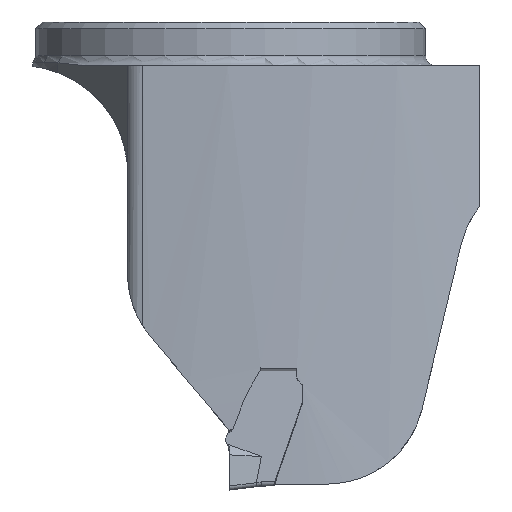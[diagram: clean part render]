
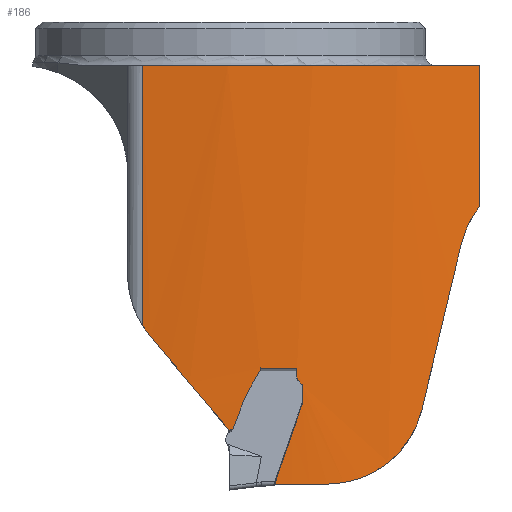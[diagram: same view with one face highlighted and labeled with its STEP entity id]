
A CAD part, left-side view. The second image highlights one B-rep face of the part: STEP entity #186.
In plain terms, the highlighted cylindrical face has radius 85.65 mm (diameter 171.3 mm), a partial arc.
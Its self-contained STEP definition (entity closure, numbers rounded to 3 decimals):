
#186=ADVANCED_FACE('CL_L_SU1',(#287),#258,.T.);
#258=CYLINDRICAL_SURFACE('',#1384,85.65);
#287=FACE_OUTER_BOUND('',#338,.T.);
#338=EDGE_LOOP('',(#648,#649,#650,#651,#652,#653,#654,#655,#656,#657,#658,
#659,#660));
#435=CIRCLE('',#1381,85.65);
#436=CIRCLE('',#1383,85.65);
#474=LINE('',#1835,#530);
#475=LINE('',#1839,#531);
#530=VECTOR('',#1515,1.);
#531=VECTOR('',#1518,1.);
#588=B_SPLINE_CURVE_WITH_KNOTS('',3,(#1830,#1831,#1832,#1833),
 .UNSPECIFIED.,.F.,.F.,(4,4),(0.,1.),.UNSPECIFIED.);
#589=B_SPLINE_CURVE_WITH_KNOTS('',3,(#1841,#1842,#1843,#1844),
 .UNSPECIFIED.,.F.,.F.,(4,4),(0.,1.),.UNSPECIFIED.);
#590=B_SPLINE_CURVE_WITH_KNOTS('',3,(#1848,#1849,#1850,#1851),
 .UNSPECIFIED.,.F.,.F.,(4,4),(0.,1.),.UNSPECIFIED.);
#591=B_SPLINE_CURVE_WITH_KNOTS('',3,(#1853,#1854,#1855,#1856,#1857,#1858,
#1859,#1860,#1861,#1862),.UNSPECIFIED.,.F.,.F.,(4,2,2,2,4),(0.,0.125,
0.25,0.5,1.),.UNSPECIFIED.);
#592=B_SPLINE_CURVE_WITH_KNOTS('',3,(#1864,#1865,#1866,#1867),
 .UNSPECIFIED.,.F.,.F.,(4,4),(0.,1.),.UNSPECIFIED.);
#593=B_SPLINE_CURVE_WITH_KNOTS('',3,(#1869,#1870,#1871,#1872,#1873,#1874,
#1875,#1876,#1877,#1878,#1879,#1880,#1881,#1882,#1883,#1884,#1885,#1886,
#1887,#1888,#1889,#1890),.UNSPECIFIED.,.F.,.F.,(4,2,2,2,2,2,2,2,2,2,4),
(0.,0.5,0.625,0.688,0.75,
0.813,0.844,0.875,0.906,
0.938,1.),.UNSPECIFIED.);
#594=B_SPLINE_CURVE_WITH_KNOTS('',3,(#1894,#1895,#1896,#1897,#1898,#1899),
 .UNSPECIFIED.,.F.,.F.,(4,2,4),(0.,0.5,1.),.UNSPECIFIED.);
#648=ORIENTED_EDGE('',*,*,#1110,.T.);
#649=ORIENTED_EDGE('',*,*,#1111,.T.);
#650=ORIENTED_EDGE('',*,*,#1112,.T.);
#651=ORIENTED_EDGE('',*,*,#1113,.F.);
#652=ORIENTED_EDGE('',*,*,#1114,.F.);
#653=ORIENTED_EDGE('',*,*,#1115,.F.);
#654=ORIENTED_EDGE('',*,*,#1116,.F.);
#655=ORIENTED_EDGE('',*,*,#1117,.T.);
#656=ORIENTED_EDGE('',*,*,#1118,.F.);
#657=ORIENTED_EDGE('',*,*,#1119,.F.);
#658=ORIENTED_EDGE('',*,*,#1120,.F.);
#659=ORIENTED_EDGE('',*,*,#1121,.F.);
#660=ORIENTED_EDGE('',*,*,#1122,.T.);
#990=VERTEX_POINT('',#1828);
#991=VERTEX_POINT('',#1829);
#992=VERTEX_POINT('',#1834);
#993=VERTEX_POINT('',#1836);
#994=VERTEX_POINT('',#1838);
#995=VERTEX_POINT('',#1840);
#996=VERTEX_POINT('',#1845);
#997=VERTEX_POINT('',#1847);
#998=VERTEX_POINT('',#1852);
#999=VERTEX_POINT('',#1863);
#1000=VERTEX_POINT('',#1868);
#1001=VERTEX_POINT('',#1891);
#1002=VERTEX_POINT('',#1893);
#1110=EDGE_CURVE('',#990,#991,#1281,.T.);
#1111=EDGE_CURVE('',#991,#992,#588,.T.);
#1112=EDGE_CURVE('',#992,#993,#474,.T.);
#1113=EDGE_CURVE('',#994,#993,#435,.T.);
#1114=EDGE_CURVE('',#995,#994,#475,.T.);
#1115=EDGE_CURVE('',#996,#995,#589,.T.);
#1116=EDGE_CURVE('',#997,#996,#1282,.T.);
#1117=EDGE_CURVE('',#997,#998,#590,.T.);
#1118=EDGE_CURVE('',#999,#998,#591,.T.);
#1119=EDGE_CURVE('',#1000,#999,#592,.T.);
#1120=EDGE_CURVE('',#1001,#1000,#593,.T.);
#1121=EDGE_CURVE('',#1002,#1001,#436,.T.);
#1122=EDGE_CURVE('',#1002,#990,#594,.T.);
#1281=ELLIPSE('',#1380,370.553,85.65);
#1282=ELLIPSE('',#1382,133.248,85.65);
#1380=AXIS2_PLACEMENT_3D('',#1827,#1513,#1514);
#1381=AXIS2_PLACEMENT_3D('',#1837,#1516,#1517);
#1382=AXIS2_PLACEMENT_3D('',#1846,#1519,#1520);
#1383=AXIS2_PLACEMENT_3D('',#1892,#1521,#1522);
#1384=AXIS2_PLACEMENT_3D('',#1900,#1523,#1524);
#1513=DIRECTION('',(0.,0.973,0.231));
#1514=DIRECTION('',(0.,0.231,-0.973));
#1515=DIRECTION('',(0.,0.,1.));
#1516=DIRECTION('',(0.,0.,1.));
#1517=DIRECTION('',(-1.,0.,0.));
#1518=DIRECTION('',(0.,0.,1.));
#1519=DIRECTION('',(0.,0.766,-0.643));
#1520=DIRECTION('',(0.,-0.643,-0.766));
#1521=DIRECTION('',(0.,0.,-1.));
#1522=DIRECTION('',(-1.,0.,0.));
#1523=DIRECTION('',(0.,0.,-1.));
#1524=DIRECTION('',(-1.,0.,0.));
#1827=CARTESIAN_POINT('',(61.5,0.1,-122.756));
#1828=CARTESIAN_POINT('',(-21.847,-19.629,-39.711));
#1829=CARTESIAN_POINT('',(-20.795,-23.637,-22.842));
#1830=CARTESIAN_POINT('',(-20.795,-23.637,-22.842));
#1831=CARTESIAN_POINT('',(-20.697,-23.977,-21.412));
#1832=CARTESIAN_POINT('',(-20.512,-24.613,-20.093));
#1833=CARTESIAN_POINT('',(-20.235,-25.5,-18.95));
#1834=CARTESIAN_POINT('',(-20.235,-25.5,-18.95));
#1835=CARTESIAN_POINT('',(-20.235,-25.5,63.76));
#1836=CARTESIAN_POINT('',(-20.235,-25.5,-4.475));
#1837=CARTESIAN_POINT('',(61.5,0.1,-4.475));
#1838=CARTESIAN_POINT('',(-23.683,9.03,-4.475));
#1839=CARTESIAN_POINT('',(-23.683,9.03,-110.675));
#1840=CARTESIAN_POINT('',(-23.683,9.03,-31.156));
#1841=CARTESIAN_POINT('',(-23.764,8.226,-32.258));
#1842=CARTESIAN_POINT('',(-23.736,8.521,-31.906));
#1843=CARTESIAN_POINT('',(-23.709,8.788,-31.539));
#1844=CARTESIAN_POINT('',(-23.683,9.03,-31.156));
#1845=CARTESIAN_POINT('',(-23.764,8.226,-32.258));
#1846=CARTESIAN_POINT('',(61.5,0.1,-41.942));
#1847=CARTESIAN_POINT('',(-24.15,0.171,-41.857));
#1848=CARTESIAN_POINT('',(-24.15,0.171,-41.857));
#1849=CARTESIAN_POINT('',(-24.15,0.044,-41.842));
#1850=CARTESIAN_POINT('',(-24.15,-0.084,-41.826));
#1851=CARTESIAN_POINT('',(-24.149,-0.211,-41.81));
#1852=CARTESIAN_POINT('',(-24.149,-0.211,-41.81));
#1853=CARTESIAN_POINT('',(-24.091,-3.07,-35.489));
#1854=CARTESIAN_POINT('',(-24.091,-3.076,-35.778));
#1855=CARTESIAN_POINT('',(-24.099,-2.851,-36.017));
#1856=CARTESIAN_POINT('',(-24.109,-2.566,-36.524));
#1857=CARTESIAN_POINT('',(-24.113,-2.424,-36.777));
#1858=CARTESIAN_POINT('',(-24.125,-1.997,-37.538));
#1859=CARTESIAN_POINT('',(-24.132,-1.659,-38.022));
#1860=CARTESIAN_POINT('',(-24.143,-1.038,-39.645));
#1861=CARTESIAN_POINT('',(-24.148,-0.625,-40.728));
#1862=CARTESIAN_POINT('',(-24.149,-0.211,-41.81));
#1863=CARTESIAN_POINT('',(-24.091,-3.07,-35.489));
#1864=CARTESIAN_POINT('',(-23.872,-6.8,-35.552));
#1865=CARTESIAN_POINT('',(-23.972,-5.559,-35.523));
#1866=CARTESIAN_POINT('',(-24.045,-4.315,-35.502));
#1867=CARTESIAN_POINT('',(-24.091,-3.07,-35.489));
#1868=CARTESIAN_POINT('',(-23.872,-6.8,-35.552));
#1869=CARTESIAN_POINT('',(-24.026,-4.513,-47.4));
#1870=CARTESIAN_POINT('',(-23.989,-5.191,-45.438));
#1871=CARTESIAN_POINT('',(-23.945,-5.868,-43.477));
#1872=CARTESIAN_POINT('',(-23.879,-6.714,-41.025));
#1873=CARTESIAN_POINT('',(-23.865,-6.883,-40.535));
#1874=CARTESIAN_POINT('',(-23.844,-7.137,-39.799));
#1875=CARTESIAN_POINT('',(-23.837,-7.221,-39.554));
#1876=CARTESIAN_POINT('',(-23.822,-7.39,-39.063));
#1877=CARTESIAN_POINT('',(-23.821,-7.4,-38.815));
#1878=CARTESIAN_POINT('',(-23.821,-7.4,-38.317));
#1879=CARTESIAN_POINT('',(-23.821,-7.4,-38.068));
#1880=CARTESIAN_POINT('',(-23.821,-7.4,-37.695));
#1881=CARTESIAN_POINT('',(-23.821,-7.401,-37.57));
#1882=CARTESIAN_POINT('',(-23.821,-7.399,-37.321));
#1883=CARTESIAN_POINT('',(-23.823,-7.375,-37.196));
#1884=CARTESIAN_POINT('',(-23.85,-7.063,-36.933));
#1885=CARTESIAN_POINT('',(-23.864,-6.892,-36.801));
#1886=CARTESIAN_POINT('',(-23.873,-6.786,-36.547));
#1887=CARTESIAN_POINT('',(-23.872,-6.8,-36.423));
#1888=CARTESIAN_POINT('',(-23.872,-6.8,-36.05));
#1889=CARTESIAN_POINT('',(-23.872,-6.8,-35.801));
#1890=CARTESIAN_POINT('',(-23.872,-6.8,-35.552));
#1891=CARTESIAN_POINT('',(-24.026,-4.513,-47.4));
#1892=CARTESIAN_POINT('',(61.5,0.1,-47.4));
#1893=CARTESIAN_POINT('',(-23.564,-9.9,-47.4));
#1894=CARTESIAN_POINT('',(-23.564,-9.9,-47.4));
#1895=CARTESIAN_POINT('',(-23.299,-12.154,-47.4));
#1896=CARTESIAN_POINT('',(-22.945,-14.33,-46.641));
#1897=CARTESIAN_POINT('',(-22.268,-17.848,-43.869));
#1898=CARTESIAN_POINT('',(-21.971,-19.105,-41.917));
#1899=CARTESIAN_POINT('',(-21.847,-19.629,-39.711));
#1900=CARTESIAN_POINT('',(61.5,0.1,63.76));
